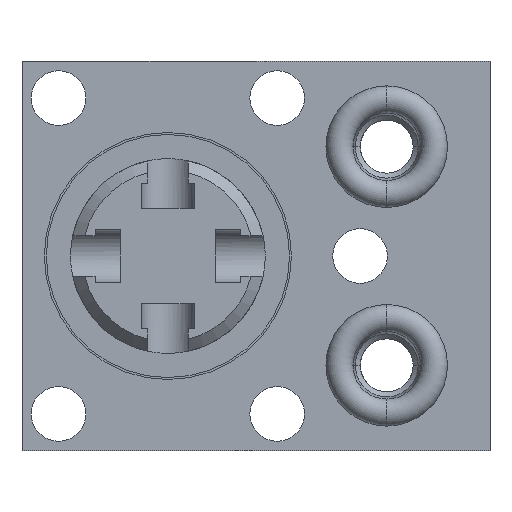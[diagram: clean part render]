
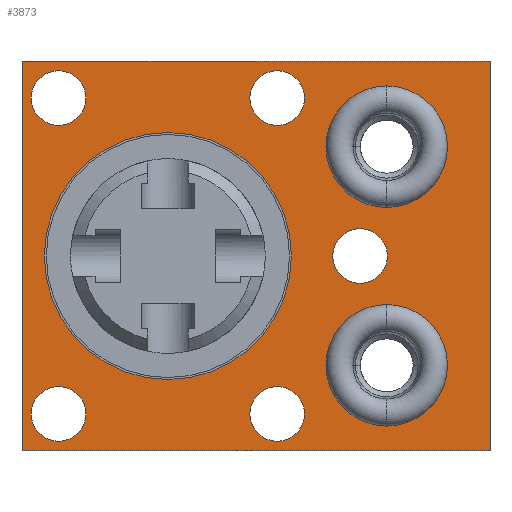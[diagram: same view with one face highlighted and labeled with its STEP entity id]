
A CAD part, left-side view. The second image highlights one B-rep face of the part: STEP entity #3873.
In plain terms, the highlighted planar face has unit normal (-1, 0, 0).
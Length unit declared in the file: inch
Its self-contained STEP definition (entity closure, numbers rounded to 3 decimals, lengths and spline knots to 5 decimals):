
#730=DIRECTION('',(0.,-1.,0.));
#731=VECTOR('',#730,2.406);
#732=CARTESIAN_POINT('',(-1.25,0.75,1.));
#733=LINE('',#732,#731);
#737=DIRECTION('',(0.,0.,-1.));
#738=VECTOR('',#737,2.);
#739=CARTESIAN_POINT('',(-1.25,-1.656,1.));
#740=LINE('',#739,#738);
#744=DIRECTION('',(0.,1.,0.));
#745=VECTOR('',#744,2.406);
#746=CARTESIAN_POINT('',(-1.25,-1.656,-1.));
#747=LINE('',#746,#745);
#751=DIRECTION('',(0.,0.,1.));
#752=VECTOR('',#751,2.);
#753=CARTESIAN_POINT('',(-1.25,0.75,-1.));
#754=LINE('',#753,#752);
#758=CARTESIAN_POINT('',(-1.25,0.562,0.812));
#759=DIRECTION('',(-1.,0.,0.));
#760=DIRECTION('',(0.,-1.,0.));
#761=AXIS2_PLACEMENT_3D('',#758,#759,#760);
#766=CARTESIAN_POINT('',(-1.25,0.562,0.812));
#767=DIRECTION('',(-1.,0.,0.));
#768=DIRECTION('',(0.,1.,0.));
#769=AXIS2_PLACEMENT_3D('',#766,#767,#768);
#774=CARTESIAN_POINT('',(-1.25,0.562,-0.812));
#775=DIRECTION('',(-1.,0.,0.));
#776=DIRECTION('',(0.,-1.,0.));
#777=AXIS2_PLACEMENT_3D('',#774,#775,#776);
#782=CARTESIAN_POINT('',(-1.25,0.562,-0.812));
#783=DIRECTION('',(-1.,0.,0.));
#784=DIRECTION('',(0.,1.,0.));
#785=AXIS2_PLACEMENT_3D('',#782,#783,#784);
#790=CARTESIAN_POINT('',(-1.25,-0.562,0.812));
#791=DIRECTION('',(-1.,0.,0.));
#792=DIRECTION('',(0.,-1.,0.));
#793=AXIS2_PLACEMENT_3D('',#790,#791,#792);
#798=CARTESIAN_POINT('',(-1.25,-0.562,0.812));
#799=DIRECTION('',(-1.,0.,0.));
#800=DIRECTION('',(0.,1.,0.));
#801=AXIS2_PLACEMENT_3D('',#798,#799,#800);
#806=CARTESIAN_POINT('',(-1.25,-0.562,-0.812));
#807=DIRECTION('',(-1.,0.,0.));
#808=DIRECTION('',(0.,-1.,0.));
#809=AXIS2_PLACEMENT_3D('',#806,#807,#808);
#814=CARTESIAN_POINT('',(-1.25,-0.562,-0.812));
#815=DIRECTION('',(-1.,0.,0.));
#816=DIRECTION('',(0.,1.,0.));
#817=AXIS2_PLACEMENT_3D('',#814,#815,#816);
#822=CARTESIAN_POINT('',(-1.25,-0.988,0.));
#823=DIRECTION('',(-1.,0.,0.));
#824=DIRECTION('',(0.,-1.,0.));
#825=AXIS2_PLACEMENT_3D('',#822,#823,#824);
#830=CARTESIAN_POINT('',(-1.25,-0.988,0.));
#831=DIRECTION('',(-1.,0.,0.));
#832=DIRECTION('',(0.,1.,0.));
#833=AXIS2_PLACEMENT_3D('',#830,#831,#832);
#838=CARTESIAN_POINT('',(-1.25,-1.125,0.562));
#839=DIRECTION('',(1.,0.,0.));
#840=DIRECTION('',(0.,1.,0.));
#841=AXIS2_PLACEMENT_3D('',#838,#839,#840);
#846=CARTESIAN_POINT('',(-1.25,-1.125,0.562));
#847=DIRECTION('',(1.,0.,0.));
#848=DIRECTION('',(0.,-1.,0.));
#849=AXIS2_PLACEMENT_3D('',#846,#847,#848);
#854=CARTESIAN_POINT('',(-1.25,-1.125,-0.562));
#855=DIRECTION('',(1.,0.,0.));
#856=DIRECTION('',(0.,1.,0.));
#857=AXIS2_PLACEMENT_3D('',#854,#855,#856);
#862=CARTESIAN_POINT('',(-1.25,-1.125,-0.562));
#863=DIRECTION('',(1.,0.,0.));
#864=DIRECTION('',(0.,-1.,0.));
#865=AXIS2_PLACEMENT_3D('',#862,#863,#864);
#870=CARTESIAN_POINT('',(-1.25,0.,0.));
#871=DIRECTION('',(1.,0.,0.));
#872=DIRECTION('',(0.,1.,0.));
#873=AXIS2_PLACEMENT_3D('',#870,#871,#872);
#878=CARTESIAN_POINT('',(-1.25,0.,0.));
#879=DIRECTION('',(1.,0.,0.));
#880=DIRECTION('',(0.,-1.,0.));
#881=AXIS2_PLACEMENT_3D('',#878,#879,#880);
#3042=CARTESIAN_POINT('',(-1.25,0.75,1.));
#3043=CARTESIAN_POINT('',(-1.25,-1.656,1.));
#3044=VERTEX_POINT('',#3042);
#3045=VERTEX_POINT('',#3043);
#3046=CARTESIAN_POINT('',(-1.25,-1.656,-1.));
#3047=VERTEX_POINT('',#3046);
#3048=CARTESIAN_POINT('',(-1.25,0.75,-1.));
#3049=VERTEX_POINT('',#3048);
#3070=CARTESIAN_POINT('',(-1.25,0.4215,0.812));
#3071=CARTESIAN_POINT('',(-1.25,0.7025,0.812));
#3072=VERTEX_POINT('',#3070);
#3073=VERTEX_POINT('',#3071);
#3082=CARTESIAN_POINT('',(-1.25,-0.8125,0.562));
#3083=CARTESIAN_POINT('',(-1.25,-1.4375,0.562));
#3084=VERTEX_POINT('',#3082);
#3085=VERTEX_POINT('',#3083);
#3102=CARTESIAN_POINT('',(-1.25,-0.8125,-0.562));
#3103=CARTESIAN_POINT('',(-1.25,-1.4375,-0.562));
#3104=VERTEX_POINT('',#3102);
#3105=VERTEX_POINT('',#3103);
#3228=CARTESIAN_POINT('',(-1.25,0.4215,-0.812));
#3229=CARTESIAN_POINT('',(-1.25,0.7025,-0.812));
#3230=VERTEX_POINT('',#3228);
#3231=VERTEX_POINT('',#3229);
#3236=CARTESIAN_POINT('',(-1.25,-0.7025,0.812));
#3237=CARTESIAN_POINT('',(-1.25,-0.4215,0.812));
#3238=VERTEX_POINT('',#3236);
#3239=VERTEX_POINT('',#3237);
#3244=CARTESIAN_POINT('',(-1.25,-0.7025,-0.812));
#3245=CARTESIAN_POINT('',(-1.25,-0.4215,-0.812));
#3246=VERTEX_POINT('',#3244);
#3247=VERTEX_POINT('',#3245);
#3252=CARTESIAN_POINT('',(-1.25,-1.1285,0.));
#3253=CARTESIAN_POINT('',(-1.25,-0.8475,0.));
#3254=VERTEX_POINT('',#3252);
#3255=VERTEX_POINT('',#3253);
#3342=CARTESIAN_POINT('',(-1.25,0.635,0.));
#3343=CARTESIAN_POINT('',(-1.25,-0.635,0.));
#3344=VERTEX_POINT('',#3342);
#3345=VERTEX_POINT('',#3343);
#3814=CARTESIAN_POINT('',(-1.25,0.,0.));
#3815=DIRECTION('',(1.,0.,0.));
#3816=DIRECTION('',(0.,0.,-1.));
#3817=AXIS2_PLACEMENT_3D('',#3814,#3815,#3816);
#3818=PLANE('',#3817);
#3819=ORIENTED_EDGE('',*,*,#3754,.T.);
#3820=ORIENTED_EDGE('',*,*,#3769,.T.);
#3821=ORIENTED_EDGE('',*,*,#3795,.T.);
#3822=ORIENTED_EDGE('',*,*,#3808,.T.);
#3823=EDGE_LOOP('',(#3819,#3820,#3821,#3822));
#3824=FACE_OUTER_BOUND('',#3823,.F.);
#3826=ORIENTED_EDGE('',*,*,#3825,.T.);
#3828=ORIENTED_EDGE('',*,*,#3827,.T.);
#3829=EDGE_LOOP('',(#3826,#3828));
#3830=FACE_BOUND('',#3829,.F.);
#3832=ORIENTED_EDGE('',*,*,#3831,.T.);
#3834=ORIENTED_EDGE('',*,*,#3833,.T.);
#3835=EDGE_LOOP('',(#3832,#3834));
#3836=FACE_BOUND('',#3835,.F.);
#3838=ORIENTED_EDGE('',*,*,#3837,.T.);
#3840=ORIENTED_EDGE('',*,*,#3839,.T.);
#3841=EDGE_LOOP('',(#3838,#3840));
#3842=FACE_BOUND('',#3841,.F.);
#3844=ORIENTED_EDGE('',*,*,#3843,.T.);
#3846=ORIENTED_EDGE('',*,*,#3845,.T.);
#3847=EDGE_LOOP('',(#3844,#3846));
#3848=FACE_BOUND('',#3847,.F.);
#3850=ORIENTED_EDGE('',*,*,#3849,.T.);
#3852=ORIENTED_EDGE('',*,*,#3851,.T.);
#3853=EDGE_LOOP('',(#3850,#3852));
#3854=FACE_BOUND('',#3853,.F.);
#3856=ORIENTED_EDGE('',*,*,#3855,.F.);
#3858=ORIENTED_EDGE('',*,*,#3857,.F.);
#3859=EDGE_LOOP('',(#3856,#3858));
#3860=FACE_BOUND('',#3859,.F.);
#3862=ORIENTED_EDGE('',*,*,#3861,.F.);
#3864=ORIENTED_EDGE('',*,*,#3863,.F.);
#3865=EDGE_LOOP('',(#3862,#3864));
#3866=FACE_BOUND('',#3865,.F.);
#3868=ORIENTED_EDGE('',*,*,#3867,.F.);
#3870=ORIENTED_EDGE('',*,*,#3869,.F.);
#3871=EDGE_LOOP('',(#3868,#3870));
#3872=FACE_BOUND('',#3871,.F.);
#762=CIRCLE('',#761,0.1405);
#770=CIRCLE('',#769,0.1405);
#778=CIRCLE('',#777,0.1405);
#786=CIRCLE('',#785,0.1405);
#794=CIRCLE('',#793,0.1405);
#802=CIRCLE('',#801,0.1405);
#810=CIRCLE('',#809,0.1405);
#818=CIRCLE('',#817,0.1405);
#826=CIRCLE('',#825,0.1405);
#834=CIRCLE('',#833,0.1405);
#842=CIRCLE('',#841,0.3125);
#850=CIRCLE('',#849,0.3125);
#858=CIRCLE('',#857,0.3125);
#866=CIRCLE('',#865,0.3125);
#874=CIRCLE('',#873,0.635);
#882=CIRCLE('',#881,0.635);
#3754=EDGE_CURVE('',#3044,#3045,#733,.T.);
#3769=EDGE_CURVE('',#3045,#3047,#740,.T.);
#3795=EDGE_CURVE('',#3047,#3049,#747,.T.);
#3808=EDGE_CURVE('',#3049,#3044,#754,.T.);
#3825=EDGE_CURVE('',#3072,#3073,#762,.T.);
#3827=EDGE_CURVE('',#3073,#3072,#770,.T.);
#3831=EDGE_CURVE('',#3230,#3231,#778,.T.);
#3833=EDGE_CURVE('',#3231,#3230,#786,.T.);
#3837=EDGE_CURVE('',#3238,#3239,#794,.T.);
#3839=EDGE_CURVE('',#3239,#3238,#802,.T.);
#3843=EDGE_CURVE('',#3246,#3247,#810,.T.);
#3845=EDGE_CURVE('',#3247,#3246,#818,.T.);
#3849=EDGE_CURVE('',#3254,#3255,#826,.T.);
#3851=EDGE_CURVE('',#3255,#3254,#834,.T.);
#3855=EDGE_CURVE('',#3084,#3085,#842,.T.);
#3857=EDGE_CURVE('',#3085,#3084,#850,.T.);
#3861=EDGE_CURVE('',#3104,#3105,#858,.T.);
#3863=EDGE_CURVE('',#3105,#3104,#866,.T.);
#3867=EDGE_CURVE('',#3344,#3345,#874,.T.);
#3869=EDGE_CURVE('',#3345,#3344,#882,.T.);
#3873=ADVANCED_FACE('',(#3824,#3830,#3836,#3842,#3848,#3854,#3860,#3866,#3872),
#3818,.F.);
